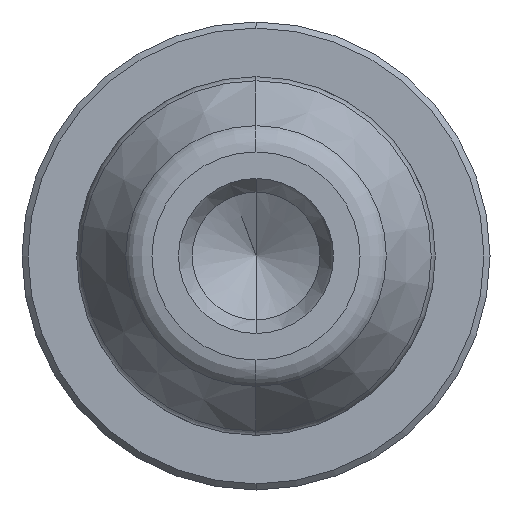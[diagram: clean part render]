
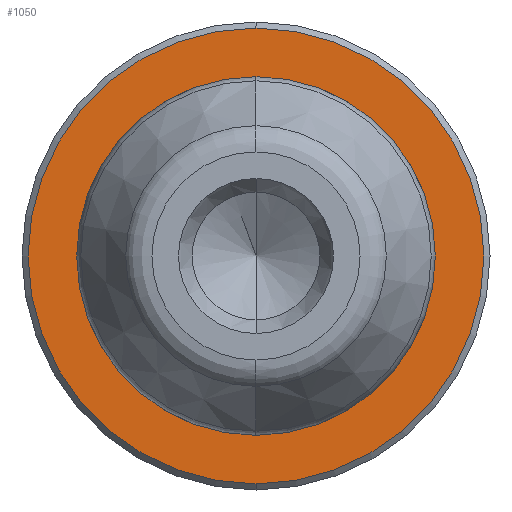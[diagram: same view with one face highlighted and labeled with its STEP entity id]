
A CAD part, left-side view. The second image highlights one B-rep face of the part: STEP entity #1050.
In plain terms, the highlighted planar face has unit normal (-1, 0, 0).
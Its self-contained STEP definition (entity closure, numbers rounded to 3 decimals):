
#15 = VERTEX_POINT ( 'NONE', #51 ) ;
#51 = CARTESIAN_POINT ( 'NONE',  ( 11., 0., -7.5 ) ) ;
#197 = CIRCLE ( 'NONE', #513, 7.5 ) ;
#216 = CARTESIAN_POINT ( 'NONE',  ( 11., 4.6, 0. ) ) ;
#304 = CARTESIAN_POINT ( 'NONE',  ( 11., 0., -4.6 ) ) ;
#384 = AXIS2_PLACEMENT_3D ( 'NONE', #3207, #1344, #1696 ) ;
#392 = VERTEX_POINT ( 'NONE', #304 ) ;
#462 = EDGE_LOOP ( 'NONE', ( #706, #2234 ) ) ;
#513 = AXIS2_PLACEMENT_3D ( 'NONE', #2358, #2079, #573 ) ;
#573 = DIRECTION ( 'NONE',  ( 0., 0., -1. ) ) ;
#672 = DIRECTION ( 'NONE',  ( -1., 0., 0. ) ) ;
#685 = EDGE_LOOP ( 'NONE', ( #1023, #2809 ) ) ;
#706 = ORIENTED_EDGE ( 'NONE', *, *, #3075, .F. ) ;
#803 = DIRECTION ( 'NONE',  ( 0., 0., -1. ) ) ;
#810 = AXIS2_PLACEMENT_3D ( 'NONE', #216, #3223, #803 ) ;
#1007 = AXIS2_PLACEMENT_3D ( 'NONE', #1419, #1179, #2713 ) ;
#1023 = ORIENTED_EDGE ( 'NONE', *, *, #1847, .T. ) ;
#1050 = ADVANCED_FACE ( 'NONE', ( #2967, #1772 ), #3904, .F. ) ;
#1171 = CARTESIAN_POINT ( 'NONE',  ( 11., 0., 7.5 ) ) ;
#1179 = DIRECTION ( 'NONE',  ( -1., 0., 0. ) ) ;
#1283 = DIRECTION ( 'NONE',  ( 0., 0., 1. ) ) ;
#1344 = DIRECTION ( 'NONE',  ( -1., 0., 0. ) ) ;
#1419 = CARTESIAN_POINT ( 'NONE',  ( 11., 0., 0. ) ) ;
#1696 = DIRECTION ( 'NONE',  ( 0., 0., -1. ) ) ;
#1772 = FACE_OUTER_BOUND ( 'NONE', #685, .T. ) ;
#1847 = EDGE_CURVE ( 'NONE', #15, #2740, #2343, .T. ) ;
#2079 = DIRECTION ( 'NONE',  ( -1., 0., 0. ) ) ;
#2234 = ORIENTED_EDGE ( 'NONE', *, *, #2387, .F. ) ;
#2340 = EDGE_CURVE ( 'NONE', #2740, #15, #197, .T. ) ;
#2343 = CIRCLE ( 'NONE', #384, 7.5 ) ;
#2358 = CARTESIAN_POINT ( 'NONE',  ( 11., 0., 0. ) ) ;
#2387 = EDGE_CURVE ( 'NONE', #392, #3666, #3622, .T. ) ;
#2525 = AXIS2_PLACEMENT_3D ( 'NONE', #3746, #672, #1283 ) ;
#2606 = CARTESIAN_POINT ( 'NONE',  ( 11., 0., 4.6 ) ) ;
#2713 = DIRECTION ( 'NONE',  ( 0., 0., 1. ) ) ;
#2740 = VERTEX_POINT ( 'NONE', #1171 ) ;
#2809 = ORIENTED_EDGE ( 'NONE', *, *, #2340, .T. ) ;
#2967 = FACE_BOUND ( 'NONE', #462, .T. ) ;
#3075 = EDGE_CURVE ( 'NONE', #3666, #392, #3930, .T. ) ;
#3207 = CARTESIAN_POINT ( 'NONE',  ( 11., 0., 0. ) ) ;
#3223 = DIRECTION ( 'NONE',  ( 1., 0., 0. ) ) ;
#3622 = CIRCLE ( 'NONE', #1007, 4.6 ) ;
#3666 = VERTEX_POINT ( 'NONE', #2606 ) ;
#3746 = CARTESIAN_POINT ( 'NONE',  ( 11., 0., 0. ) ) ;
#3904 = PLANE ( 'NONE',  #810 ) ;
#3930 = CIRCLE ( 'NONE', #2525, 4.6 ) ;
